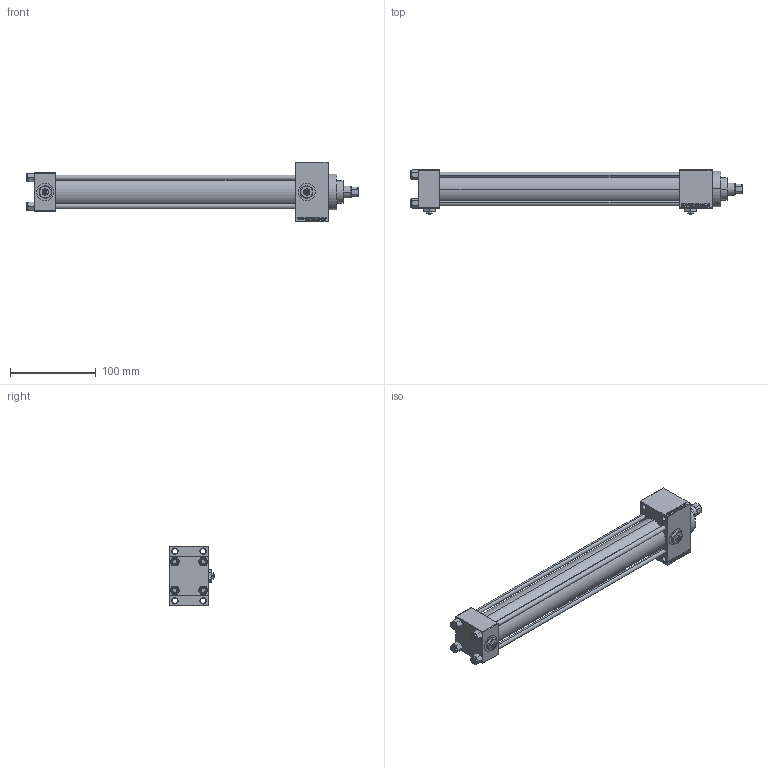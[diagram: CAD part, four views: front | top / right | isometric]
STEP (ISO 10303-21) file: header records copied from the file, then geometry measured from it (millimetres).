
FILE_DESCRIPTION (( 'STEP AP203' ), '1' );
FILE_NAME ('112d.STEP', '2022-04-16T07:47:11', ( '' ), ( '' ), 'SwSTEP 2.0', 'SolidWorks 2019', '' );
FILE_SCHEMA (( 'CONFIG_CONTROL_DESIGN' ));
Length unit declared in the file: millimetre
Products named in the file (7): V215CR_VCP_D abd5a738959ef8ebf6582726cf670c7c; NUT_M5_D abd5a738959ef8ebf6582726cf670c7c; V215_VC_A abd5a738959ef8ebf6582726cf670c7c; Zatka_pro_OIL_PORT abd5a738959ef8ebf6582726cf670c7c; V215CR_D_Body abd5a738959ef8ebf6582726cf670c7c; 112d; V215CR_D_TYCINKA abd5a738959ef8ebf6582726cf670c7c
Assembly tree (13 placements, depth 2):
  112d
    V215CR_D_Body abd5a738959ef8ebf6582726cf670c7c
    V215CR_VCP_D abd5a738959ef8ebf6582726cf670c7c
    NUT_M5_D abd5a738959ef8ebf6582726cf670c7c  x4
    V215CR_D_TYCINKA abd5a738959ef8ebf6582726cf670c7c  x4
    V215_VC_A abd5a738959ef8ebf6582726cf670c7c
    Zatka_pro_OIL_PORT abd5a738959ef8ebf6582726cf670c7c  x2
Bounding box: 388 x 52 x 70 mm (x, y, z)
Volume: 367816.2 mm3; surface area: 154644.1 mm2
Topology: 13 solids, 13 shells, 1210 faces, 2984 edges, 1919 vertices
Faces by surface type: plane 544, bspline 368, cone 186, cylinder 104, torus 8
Entity records: 49301 total; most frequent: CARTESIAN_POINT 25676, ORIENTED_EDGE 5268, DIRECTION 3468, EDGE_CURVE 2634, VERTEX_POINT 1717, LINE 1554, VECTOR 1554, EDGE_LOOP 1189
